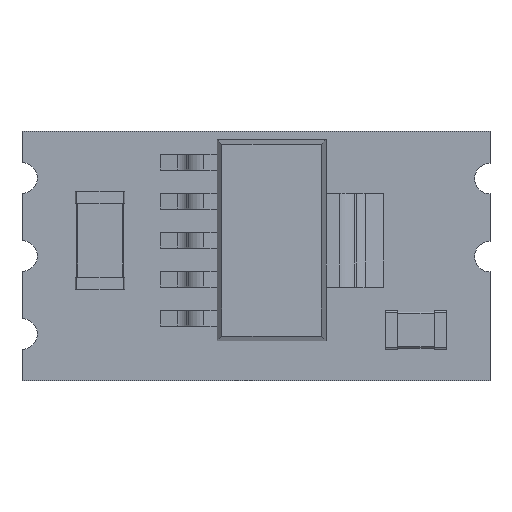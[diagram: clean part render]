
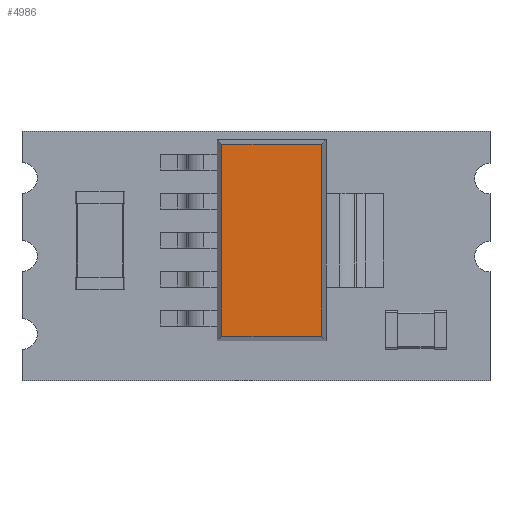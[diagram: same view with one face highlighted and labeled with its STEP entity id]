
A CAD part, top view. The second image highlights one B-rep face of the part: STEP entity #4986.
In plain terms, the highlighted free-form (B-spline) face has degree [1, 1] with [2, 2] control points.
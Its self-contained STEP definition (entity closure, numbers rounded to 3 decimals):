
#3794 = B_SPLINE_SURFACE_WITH_KNOTS('',1,1,(
    (#3795,#3796)
    ,(#3797,#3798
    )),.UNSPECIFIED.,.F.,.F.,.F.,(2,2),(2,2),(-1.111,
    0.),(0.,6.55),
  .PIECEWISE_BEZIER_KNOTS.);
#3795 = CARTESIAN_POINT('',(-3.275,-1.62,1.8));
#3796 = CARTESIAN_POINT('',(3.275,-1.62,1.8));
#3797 = CARTESIAN_POINT('',(-3.275,-1.775,0.7));
#3798 = CARTESIAN_POINT('',(3.275,-1.775,0.7));
#4339 = B_SPLINE_SURFACE_WITH_KNOTS('',1,1,(
    (#4340,#4341)
    ,(#4342,#4343
    )),.UNSPECIFIED.,.F.,.F.,.F.,(2,2),(2,2),(0.,
    1.111),(0.,6.55),.PIECEWISE_BEZIER_KNOTS.);
#4340 = CARTESIAN_POINT('',(-3.275,1.775,0.7));
#4341 = CARTESIAN_POINT('',(3.275,1.775,0.7));
#4342 = CARTESIAN_POINT('',(-3.275,1.62,1.8));
#4343 = CARTESIAN_POINT('',(3.275,1.62,1.8));
#4422 = B_SPLINE_SURFACE_WITH_KNOTS('',1,1,(
    (#4423,#4424)
    ,(#4425,#4426
    )),.UNSPECIFIED.,.F.,.F.,.F.,(2,2),(2,2),(0.,1.111),(-3.55,
    0.),.PIECEWISE_BEZIER_KNOTS.);
#4423 = CARTESIAN_POINT('',(-3.275,-1.775,0.7));
#4424 = CARTESIAN_POINT('',(-3.275,1.775,0.7));
#4425 = CARTESIAN_POINT('',(-3.12,-1.775,1.8));
#4426 = CARTESIAN_POINT('',(-3.12,1.775,1.8));
#4587 = B_SPLINE_SURFACE_WITH_KNOTS('',1,1,(
    (#4588,#4589)
    ,(#4590,#4591
    )),.UNSPECIFIED.,.F.,.F.,.F.,(2,2),(2,2),(-1.111,
    0.),(-3.55,0.),.PIECEWISE_BEZIER_KNOTS.);
#4588 = CARTESIAN_POINT('',(3.12,-1.775,1.8));
#4589 = CARTESIAN_POINT('',(3.12,1.775,1.8));
#4590 = CARTESIAN_POINT('',(3.275,-1.775,0.7));
#4591 = CARTESIAN_POINT('',(3.275,1.775,0.7));
#4671 = VERTEX_POINT('',#4672);
#4672 = CARTESIAN_POINT('',(-3.12,-1.62,1.8));
#4690 = EDGE_CURVE('',#4691,#4671,#4693,.T.);
#4691 = VERTEX_POINT('',#4692);
#4692 = CARTESIAN_POINT('',(-3.12,1.62,1.8));
#4693 = SURFACE_CURVE('',#4694,(#4697,#4703),.PCURVE_S1.);
#4694 = B_SPLINE_CURVE_WITH_KNOTS('',1,(#4695,#4696),.UNSPECIFIED.,.F.,
  .F.,(2,2),(0.155,3.395),.PIECEWISE_BEZIER_KNOTS.);
#4695 = CARTESIAN_POINT('',(-3.12,1.62,1.8));
#4696 = CARTESIAN_POINT('',(-3.12,-1.62,1.8));
#4697 = PCURVE('',#4422,#4698);
#4698 = DEFINITIONAL_REPRESENTATION('',(#4699),#4702);
#4699 = B_SPLINE_CURVE_WITH_KNOTS('',1,(#4700,#4701),.UNSPECIFIED.,.F.,
  .F.,(2,2),(0.155,3.395),.PIECEWISE_BEZIER_KNOTS.);
#4700 = CARTESIAN_POINT('',(1.111,-0.155));
#4701 = CARTESIAN_POINT('',(1.111,-3.395));
#4702 = ( GEOMETRIC_REPRESENTATION_CONTEXT(2) 
PARAMETRIC_REPRESENTATION_CONTEXT() REPRESENTATION_CONTEXT('2D SPACE',''
  ) );
#4703 = PCURVE('',#4704,#4709);
#4704 = B_SPLINE_SURFACE_WITH_KNOTS('',1,1,(
    (#4705,#4706)
    ,(#4707,#4708
    )),.UNSPECIFIED.,.F.,.F.,.F.,(2,2),(2,2),(-3.12,
    3.12),(-1.62,1.62),
  .PIECEWISE_BEZIER_KNOTS.);
#4705 = CARTESIAN_POINT('',(-3.12,-1.62,1.8));
#4706 = CARTESIAN_POINT('',(-3.12,1.62,1.8));
#4707 = CARTESIAN_POINT('',(3.12,-1.62,1.8));
#4708 = CARTESIAN_POINT('',(3.12,1.62,1.8));
#4709 = DEFINITIONAL_REPRESENTATION('',(#4710),#4713);
#4710 = B_SPLINE_CURVE_WITH_KNOTS('',1,(#4711,#4712),.UNSPECIFIED.,.F.,
  .F.,(2,2),(0.155,3.395),.PIECEWISE_BEZIER_KNOTS.);
#4711 = CARTESIAN_POINT('',(-3.12,1.62));
#4712 = CARTESIAN_POINT('',(-3.12,-1.62));
#4713 = ( GEOMETRIC_REPRESENTATION_CONTEXT(2) 
PARAMETRIC_REPRESENTATION_CONTEXT() REPRESENTATION_CONTEXT('2D SPACE',''
  ) );
#4858 = VERTEX_POINT('',#4859);
#4859 = CARTESIAN_POINT('',(3.12,-1.62,1.8));
#4877 = EDGE_CURVE('',#4671,#4858,#4878,.T.);
#4878 = SURFACE_CURVE('',#4879,(#4882,#4888),.PCURVE_S1.);
#4879 = B_SPLINE_CURVE_WITH_KNOTS('',1,(#4880,#4881),.UNSPECIFIED.,.F.,
  .F.,(2,2),(0.155,6.395),.PIECEWISE_BEZIER_KNOTS.);
#4880 = CARTESIAN_POINT('',(-3.12,-1.62,1.8));
#4881 = CARTESIAN_POINT('',(3.12,-1.62,1.8));
#4882 = PCURVE('',#3794,#4883);
#4883 = DEFINITIONAL_REPRESENTATION('',(#4884),#4887);
#4884 = B_SPLINE_CURVE_WITH_KNOTS('',1,(#4885,#4886),.UNSPECIFIED.,.F.,
  .F.,(2,2),(0.155,6.395),.PIECEWISE_BEZIER_KNOTS.);
#4885 = CARTESIAN_POINT('',(-1.111,0.155));
#4886 = CARTESIAN_POINT('',(-1.111,6.395));
#4887 = ( GEOMETRIC_REPRESENTATION_CONTEXT(2) 
PARAMETRIC_REPRESENTATION_CONTEXT() REPRESENTATION_CONTEXT('2D SPACE',''
  ) );
#4888 = PCURVE('',#4704,#4889);
#4889 = DEFINITIONAL_REPRESENTATION('',(#4890),#4893);
#4890 = B_SPLINE_CURVE_WITH_KNOTS('',1,(#4891,#4892),.UNSPECIFIED.,.F.,
  .F.,(2,2),(0.155,6.395),.PIECEWISE_BEZIER_KNOTS.);
#4891 = CARTESIAN_POINT('',(-3.12,-1.62));
#4892 = CARTESIAN_POINT('',(3.12,-1.62));
#4893 = ( GEOMETRIC_REPRESENTATION_CONTEXT(2) 
PARAMETRIC_REPRESENTATION_CONTEXT() REPRESENTATION_CONTEXT('2D SPACE',''
  ) );
#4901 = VERTEX_POINT('',#4902);
#4902 = CARTESIAN_POINT('',(3.12,1.62,1.8));
#4920 = EDGE_CURVE('',#4858,#4901,#4921,.T.);
#4921 = SURFACE_CURVE('',#4922,(#4925,#4931),.PCURVE_S1.);
#4922 = B_SPLINE_CURVE_WITH_KNOTS('',1,(#4923,#4924),.UNSPECIFIED.,.F.,
  .F.,(2,2),(-3.395,-0.155),.PIECEWISE_BEZIER_KNOTS.);
#4923 = CARTESIAN_POINT('',(3.12,-1.62,1.8));
#4924 = CARTESIAN_POINT('',(3.12,1.62,1.8));
#4925 = PCURVE('',#4587,#4926);
#4926 = DEFINITIONAL_REPRESENTATION('',(#4927),#4930);
#4927 = B_SPLINE_CURVE_WITH_KNOTS('',1,(#4928,#4929),.UNSPECIFIED.,.F.,
  .F.,(2,2),(-3.395,-0.155),.PIECEWISE_BEZIER_KNOTS.);
#4928 = CARTESIAN_POINT('',(-1.111,-3.395));
#4929 = CARTESIAN_POINT('',(-1.111,-0.155));
#4930 = ( GEOMETRIC_REPRESENTATION_CONTEXT(2) 
PARAMETRIC_REPRESENTATION_CONTEXT() REPRESENTATION_CONTEXT('2D SPACE',''
  ) );
#4931 = PCURVE('',#4704,#4932);
#4932 = DEFINITIONAL_REPRESENTATION('',(#4933),#4936);
#4933 = B_SPLINE_CURVE_WITH_KNOTS('',1,(#4934,#4935),.UNSPECIFIED.,.F.,
  .F.,(2,2),(-3.395,-0.155),.PIECEWISE_BEZIER_KNOTS.);
#4934 = CARTESIAN_POINT('',(3.12,-1.62));
#4935 = CARTESIAN_POINT('',(3.12,1.62));
#4936 = ( GEOMETRIC_REPRESENTATION_CONTEXT(2) 
PARAMETRIC_REPRESENTATION_CONTEXT() REPRESENTATION_CONTEXT('2D SPACE',''
  ) );
#4968 = EDGE_CURVE('',#4901,#4691,#4969,.T.);
#4969 = SURFACE_CURVE('',#4970,(#4973,#4979),.PCURVE_S1.);
#4970 = B_SPLINE_CURVE_WITH_KNOTS('',1,(#4971,#4972),.UNSPECIFIED.,.F.,
  .F.,(2,2),(-6.395,-0.155),.PIECEWISE_BEZIER_KNOTS.);
#4971 = CARTESIAN_POINT('',(3.12,1.62,1.8));
#4972 = CARTESIAN_POINT('',(-3.12,1.62,1.8));
#4973 = PCURVE('',#4339,#4974);
#4974 = DEFINITIONAL_REPRESENTATION('',(#4975),#4978);
#4975 = B_SPLINE_CURVE_WITH_KNOTS('',1,(#4976,#4977),.UNSPECIFIED.,.F.,
  .F.,(2,2),(-6.395,-0.155),.PIECEWISE_BEZIER_KNOTS.);
#4976 = CARTESIAN_POINT('',(1.111,6.395));
#4977 = CARTESIAN_POINT('',(1.111,0.155));
#4978 = ( GEOMETRIC_REPRESENTATION_CONTEXT(2) 
PARAMETRIC_REPRESENTATION_CONTEXT() REPRESENTATION_CONTEXT('2D SPACE',''
  ) );
#4979 = PCURVE('',#4704,#4980);
#4980 = DEFINITIONAL_REPRESENTATION('',(#4981),#4984);
#4981 = B_SPLINE_CURVE_WITH_KNOTS('',1,(#4982,#4983),.UNSPECIFIED.,.F.,
  .F.,(2,2),(-6.395,-0.155),.PIECEWISE_BEZIER_KNOTS.);
#4982 = CARTESIAN_POINT('',(3.12,1.62));
#4983 = CARTESIAN_POINT('',(-3.12,1.62));
#4984 = ( GEOMETRIC_REPRESENTATION_CONTEXT(2) 
PARAMETRIC_REPRESENTATION_CONTEXT() REPRESENTATION_CONTEXT('2D SPACE',''
  ) );
#4986 = ADVANCED_FACE('',(#4987),#4704,.T.);
#4987 = FACE_BOUND('',#4988,.T.);
#4988 = EDGE_LOOP('',(#4989,#4990,#4991,#4992));
#4989 = ORIENTED_EDGE('',*,*,#4690,.T.);
#4990 = ORIENTED_EDGE('',*,*,#4877,.T.);
#4991 = ORIENTED_EDGE('',*,*,#4920,.T.);
#4992 = ORIENTED_EDGE('',*,*,#4968,.T.);
